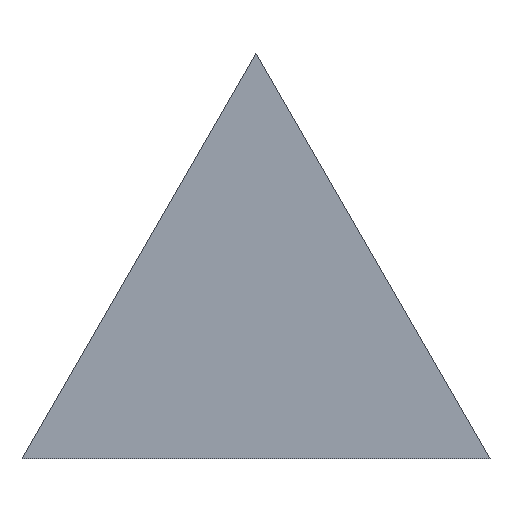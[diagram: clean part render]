
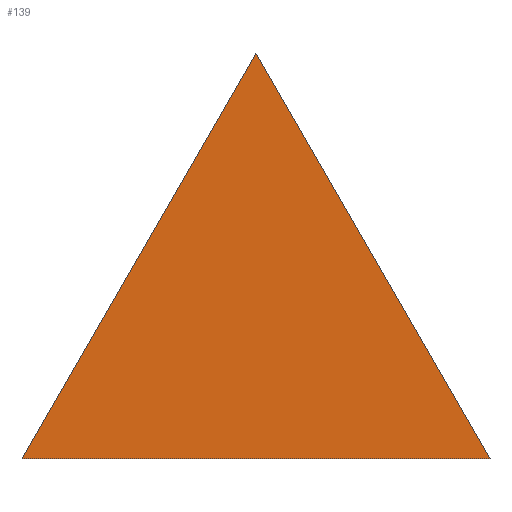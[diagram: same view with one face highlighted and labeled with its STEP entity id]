
A CAD part, top view. The second image highlights one B-rep face of the part: STEP entity #139.
In plain terms, the highlighted planar face has unit normal (0, 0, 1).
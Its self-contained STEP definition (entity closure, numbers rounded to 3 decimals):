
#1 = EDGE_CURVE ( 'NONE', #55, #42, #9, .T. ) ;
#2 = CARTESIAN_POINT ( 'NONE',  ( 0., 11.547, 5. ) ) ;
#9 = LINE ( 'NONE', #32, #142 ) ;
#10 = ORIENTED_EDGE ( 'NONE', *, *, #13, .T. ) ;
#13 = EDGE_CURVE ( 'NONE', #95, #55, #33, .T. ) ;
#24 = ORIENTED_EDGE ( 'NONE', *, *, #1, .T. ) ;
#32 = CARTESIAN_POINT ( 'NONE',  ( 0., 11.547, 5. ) ) ;
#33 = LINE ( 'NONE', #67, #136 ) ;
#42 = VERTEX_POINT ( 'NONE', #88 ) ;
#55 = VERTEX_POINT ( 'NONE', #2 ) ;
#62 = ORIENTED_EDGE ( 'NONE', *, *, #106, .T. ) ;
#65 = VECTOR ( 'NONE', #151, 1000. ) ;
#67 = CARTESIAN_POINT ( 'NONE',  ( 10., -5.774, 5. ) ) ;
#83 = FACE_OUTER_BOUND ( 'NONE', #101, .T. ) ;
#88 = CARTESIAN_POINT ( 'NONE',  ( -10., -5.774, 5. ) ) ;
#93 = CARTESIAN_POINT ( 'NONE',  ( 0., 0., 5. ) ) ;
#94 = DIRECTION ( 'NONE',  ( 1., 0., 0. ) ) ;
#95 = VERTEX_POINT ( 'NONE', #137 ) ;
#101 = EDGE_LOOP ( 'NONE', ( #10, #24, #62 ) ) ;
#102 = DIRECTION ( 'NONE',  ( -0.5, -0.866, 0. ) ) ;
#104 = PLANE ( 'NONE',  #140 ) ;
#105 = CARTESIAN_POINT ( 'NONE',  ( -10., -5.774, 5. ) ) ;
#106 = EDGE_CURVE ( 'NONE', #42, #95, #154, .T. ) ;
#124 = DIRECTION ( 'NONE',  ( -0.5, 0.866, 0. ) ) ;
#136 = VECTOR ( 'NONE', #124, 1000. ) ;
#137 = CARTESIAN_POINT ( 'NONE',  ( 10., -5.774, 5. ) ) ;
#139 = ADVANCED_FACE ( 'NONE', ( #83 ), #104, .T. ) ;
#140 = AXIS2_PLACEMENT_3D ( 'NONE', #93, #150, #94 ) ;
#142 = VECTOR ( 'NONE', #102, 1000. ) ;
#150 = DIRECTION ( 'NONE',  ( 0., 0., 1. ) ) ;
#151 = DIRECTION ( 'NONE',  ( 1., 0., 0. ) ) ;
#154 = LINE ( 'NONE', #105, #65 ) ;
